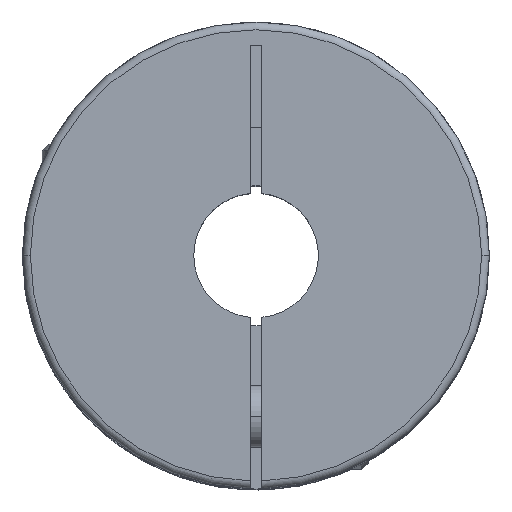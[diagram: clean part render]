
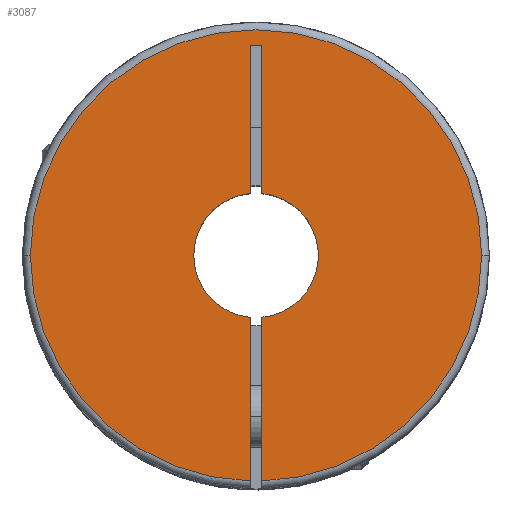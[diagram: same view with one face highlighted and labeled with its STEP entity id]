
A CAD part, top view. The second image highlights one B-rep face of the part: STEP entity #3087.
In plain terms, the highlighted planar face has unit normal (0, 0, 1).
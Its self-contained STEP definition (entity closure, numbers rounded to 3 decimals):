
#50 = VERTEX_POINT ( 'NONE', #2628 ) ;
#108 = LINE ( 'NONE', #3948, #703 ) ;
#129 = DIRECTION ( 'NONE',  ( 0., -1., 0. ) ) ;
#170 = CARTESIAN_POINT ( 'NONE',  ( 29., 0., 0. ) ) ;
#189 = DIRECTION ( 'NONE',  ( 0., 1., 0. ) ) ;
#246 = EDGE_CURVE ( 'NONE', #50, #2316, #549, .T. ) ;
#257 = AXIS2_PLACEMENT_3D ( 'NONE', #3542, #1765, #4574 ) ;
#306 = LINE ( 'NONE', #1384, #2876 ) ;
#361 = CARTESIAN_POINT ( 'NONE',  ( 0.75, -28.99, 0. ) ) ;
#402 = DIRECTION ( 'NONE',  ( -1., 0., 0. ) ) ;
#408 = AXIS2_PLACEMENT_3D ( 'NONE', #2956, #1221, #2574 ) ;
#477 = EDGE_CURVE ( 'NONE', #2860, #2316, #4111, .T. ) ;
#502 = EDGE_CURVE ( 'NONE', #1294, #4404, #3651, .T. ) ;
#507 = ORIENTED_EDGE ( 'NONE', *, *, #3434, .F. ) ;
#549 = CIRCLE ( 'NONE', #2532, 8. ) ;
#698 = VERTEX_POINT ( 'NONE', #170 ) ;
#703 = VECTOR ( 'NONE', #2905, 1000. ) ;
#776 = FACE_OUTER_BOUND ( 'NONE', #1584, .T. ) ;
#791 = DIRECTION ( 'NONE',  ( 0., -1., 0. ) ) ;
#879 = CARTESIAN_POINT ( 'NONE',  ( 0.75, -30., 0. ) ) ;
#890 = DIRECTION ( 'NONE',  ( -1., 0., 0. ) ) ;
#962 = CARTESIAN_POINT ( 'NONE',  ( 0., 0., 0. ) ) ;
#1111 = ORIENTED_EDGE ( 'NONE', *, *, #1321, .T. ) ;
#1119 = VECTOR ( 'NONE', #791, 1000. ) ;
#1221 = DIRECTION ( 'NONE',  ( 0., 0., -1. ) ) ;
#1246 = DIRECTION ( 'NONE',  ( 0., 0., -1. ) ) ;
#1279 = EDGE_CURVE ( 'NONE', #1502, #698, #3317, .T. ) ;
#1294 = VERTEX_POINT ( 'NONE', #3671 ) ;
#1299 = CIRCLE ( 'NONE', #408, 29. ) ;
#1308 = CARTESIAN_POINT ( 'NONE',  ( -29., 0., 0. ) ) ;
#1321 = EDGE_CURVE ( 'NONE', #4404, #3730, #2940, .T. ) ;
#1384 = CARTESIAN_POINT ( 'NONE',  ( -0.75, 27., 0. ) ) ;
#1484 = ORIENTED_EDGE ( 'NONE', *, *, #4428, .F. ) ;
#1496 = ORIENTED_EDGE ( 'NONE', *, *, #1733, .F. ) ;
#1502 = VERTEX_POINT ( 'NONE', #1308 ) ;
#1523 = CARTESIAN_POINT ( 'NONE',  ( 0., 0., 0. ) ) ;
#1567 = AXIS2_PLACEMENT_3D ( 'NONE', #962, #2350, #402 ) ;
#1584 = EDGE_LOOP ( 'NONE', ( #2670, #507, #2820, #1111, #2988, #1484, #2537, #2132, #2566, #1496, #3248 ) ) ;
#1599 = AXIS2_PLACEMENT_3D ( 'NONE', #3997, #1842, #890 ) ;
#1643 = CIRCLE ( 'NONE', #257, 29. ) ;
#1733 = EDGE_CURVE ( 'NONE', #698, #2860, #1643, .T. ) ;
#1765 = DIRECTION ( 'NONE',  ( 0., 0., -1. ) ) ;
#1809 = AXIS2_PLACEMENT_3D ( 'NONE', #1523, #3648, #3974 ) ;
#1842 = DIRECTION ( 'NONE',  ( 0., 0., -1. ) ) ;
#1871 = CARTESIAN_POINT ( 'NONE',  ( 0., 0., 0. ) ) ;
#1950 = CARTESIAN_POINT ( 'NONE',  ( 0., 0., 0. ) ) ;
#1962 = CARTESIAN_POINT ( 'NONE',  ( 0.75, -7.965, 0. ) ) ;
#2033 = DIRECTION ( 'NONE',  ( 0., -1., 0. ) ) ;
#2132 = ORIENTED_EDGE ( 'NONE', *, *, #246, .T. ) ;
#2147 = CARTESIAN_POINT ( 'NONE',  ( -8., 0., 0. ) ) ;
#2316 = VERTEX_POINT ( 'NONE', #1962 ) ;
#2332 = CARTESIAN_POINT ( 'NONE',  ( 0.75, -30., 0. ) ) ;
#2350 = DIRECTION ( 'NONE',  ( 0., 0., -1. ) ) ;
#2374 = EDGE_CURVE ( 'NONE', #50, #3546, #4519, .T. ) ;
#2532 = AXIS2_PLACEMENT_3D ( 'NONE', #1950, #1246, #2575 ) ;
#2537 = ORIENTED_EDGE ( 'NONE', *, *, #2374, .F. ) ;
#2566 = ORIENTED_EDGE ( 'NONE', *, *, #477, .F. ) ;
#2574 = DIRECTION ( 'NONE',  ( -1., 0., 0. ) ) ;
#2575 = DIRECTION ( 'NONE',  ( -1., 0., 0. ) ) ;
#2597 = CARTESIAN_POINT ( 'NONE',  ( -0.75, -28.99, 0. ) ) ;
#2628 = CARTESIAN_POINT ( 'NONE',  ( 0.75, 7.965, 0. ) ) ;
#2670 = ORIENTED_EDGE ( 'NONE', *, *, #4567, .F. ) ;
#2820 = ORIENTED_EDGE ( 'NONE', *, *, #502, .T. ) ;
#2860 = VERTEX_POINT ( 'NONE', #361 ) ;
#2876 = VECTOR ( 'NONE', #2033, 1000. ) ;
#2905 = DIRECTION ( 'NONE',  ( -1., 0., 0. ) ) ;
#2940 = CIRCLE ( 'NONE', #1809, 8. ) ;
#2956 = CARTESIAN_POINT ( 'NONE',  ( 0., 0., 0. ) ) ;
#2963 = CARTESIAN_POINT ( 'NONE',  ( -0.75, 7.965, 0. ) ) ;
#2988 = ORIENTED_EDGE ( 'NONE', *, *, #4101, .F. ) ;
#3045 = CARTESIAN_POINT ( 'NONE',  ( 0.75, 27., 0. ) ) ;
#3087 = ADVANCED_FACE ( 'NONE', ( #776 ), #3245, .F. ) ;
#3245 = PLANE ( 'NONE',  #4148 ) ;
#3248 = ORIENTED_EDGE ( 'NONE', *, *, #1279, .F. ) ;
#3311 = DIRECTION ( 'NONE',  ( 0., 0., -1. ) ) ;
#3317 = CIRCLE ( 'NONE', #1599, 29. ) ;
#3434 = EDGE_CURVE ( 'NONE', #1294, #4509, #4277, .T. ) ;
#3542 = CARTESIAN_POINT ( 'NONE',  ( 0., 0., 0. ) ) ;
#3546 = VERTEX_POINT ( 'NONE', #3045 ) ;
#3602 = CARTESIAN_POINT ( 'NONE',  ( -0.75, 27., 0. ) ) ;
#3648 = DIRECTION ( 'NONE',  ( 0., 0., -1. ) ) ;
#3651 = CIRCLE ( 'NONE', #1567, 8. ) ;
#3671 = CARTESIAN_POINT ( 'NONE',  ( -0.75, -7.965, 0. ) ) ;
#3730 = VERTEX_POINT ( 'NONE', #2963 ) ;
#3766 = DIRECTION ( 'NONE',  ( 0., 1., 0. ) ) ;
#3799 = VECTOR ( 'NONE', #3766, 1000. ) ;
#3948 = CARTESIAN_POINT ( 'NONE',  ( 0.75, 27., 0. ) ) ;
#3974 = DIRECTION ( 'NONE',  ( -1., 0., 0. ) ) ;
#3997 = CARTESIAN_POINT ( 'NONE',  ( 0., 0., 0. ) ) ;
#4101 = EDGE_CURVE ( 'NONE', #4449, #3730, #306, .T. ) ;
#4111 = LINE ( 'NONE', #2332, #3799 ) ;
#4148 = AXIS2_PLACEMENT_3D ( 'NONE', #1871, #3311, #129 ) ;
#4239 = VECTOR ( 'NONE', #189, 1000. ) ;
#4277 = LINE ( 'NONE', #3602, #1119 ) ;
#4280 = CARTESIAN_POINT ( 'NONE',  ( -0.75, 27., 0. ) ) ;
#4404 = VERTEX_POINT ( 'NONE', #2147 ) ;
#4428 = EDGE_CURVE ( 'NONE', #3546, #4449, #108, .T. ) ;
#4449 = VERTEX_POINT ( 'NONE', #4280 ) ;
#4509 = VERTEX_POINT ( 'NONE', #2597 ) ;
#4519 = LINE ( 'NONE', #879, #4239 ) ;
#4567 = EDGE_CURVE ( 'NONE', #4509, #1502, #1299, .T. ) ;
#4574 = DIRECTION ( 'NONE',  ( -1., 0., 0. ) ) ;
